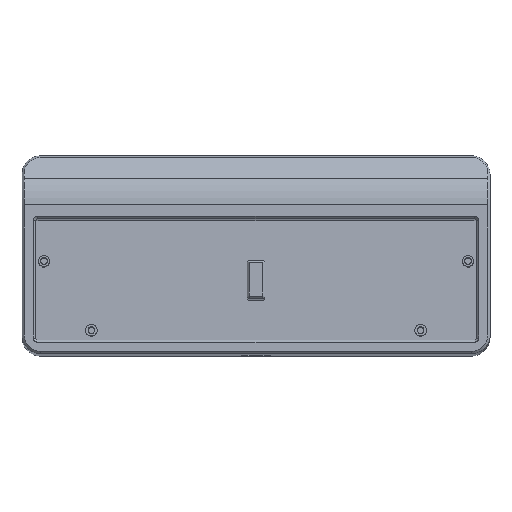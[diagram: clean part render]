
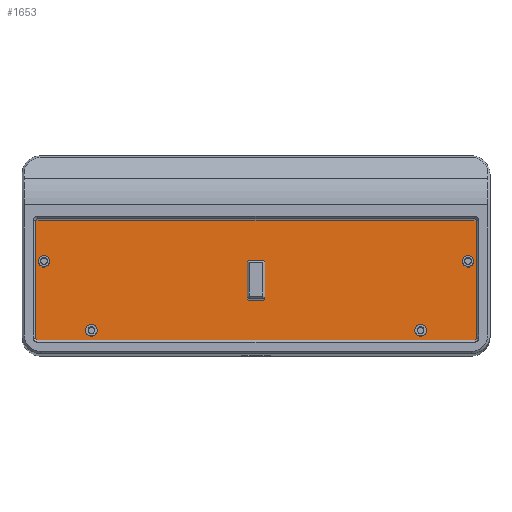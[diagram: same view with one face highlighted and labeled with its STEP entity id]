
A CAD part, top view. The second image highlights one B-rep face of the part: STEP entity #1653.
In plain terms, the highlighted planar face has unit normal (0, 0.052, 0.999).
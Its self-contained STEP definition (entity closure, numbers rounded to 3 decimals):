
#52=FACE_BOUND('',#332,.T.);
#53=FACE_BOUND('',#333,.T.);
#54=FACE_BOUND('',#334,.T.);
#55=FACE_BOUND('',#335,.T.);
#56=FACE_BOUND('',#336,.T.);
#96=CIRCLE('',#1722,1.);
#97=CIRCLE('',#1725,1.);
#106=CIRCLE('',#1745,1.);
#107=CIRCLE('',#1748,1.);
#120=CIRCLE('',#1785,1.);
#121=CIRCLE('',#1788,1.);
#122=CIRCLE('',#1790,1.);
#123=CIRCLE('',#1791,1.);
#124=CIRCLE('',#1792,2.75);
#125=CIRCLE('',#1793,2.75);
#126=CIRCLE('',#1794,2.75);
#127=CIRCLE('',#1795,2.75);
#226=FACE_OUTER_BOUND('',#331,.T.);
#331=EDGE_LOOP('',(#1346,#1347,#1348,#1349,#1350,#1351,#1352,#1353,#1354,
#1355,#1356,#1357));
#332=EDGE_LOOP('',(#1358,#1359,#1360,#1361,#1362,#1363,#1364,#1365));
#333=EDGE_LOOP('',(#1366));
#334=EDGE_LOOP('',(#1367));
#335=EDGE_LOOP('',(#1368));
#336=EDGE_LOOP('',(#1369));
#403=LINE('',#2369,#555);
#406=LINE('',#2377,#558);
#426=LINE('',#2436,#578);
#429=LINE('',#2445,#581);
#433=LINE('',#2460,#585);
#487=LINE('',#2969,#639);
#491=LINE('',#2978,#643);
#493=LINE('',#2985,#645);
#494=LINE('',#2987,#646);
#495=LINE('',#2988,#647);
#496=LINE('',#2992,#648);
#497=LINE('',#2994,#649);
#555=VECTOR('',#1912,10.);
#558=VECTOR('',#1921,10.);
#578=VECTOR('',#1981,10.);
#581=VECTOR('',#1990,10.);
#585=VECTOR('',#2002,10.);
#639=VECTOR('',#2116,10.);
#643=VECTOR('',#2126,10.);
#645=VECTOR('',#2134,10.);
#646=VECTOR('',#2135,10.);
#647=VECTOR('',#2136,10.);
#648=VECTOR('',#2139,10.);
#649=VECTOR('',#2142,10.);
#700=VERTEX_POINT('',#2361);
#701=VERTEX_POINT('',#2363);
#702=VERTEX_POINT('',#2367);
#703=VERTEX_POINT('',#2371);
#704=VERTEX_POINT('',#2375);
#721=VERTEX_POINT('',#2428);
#722=VERTEX_POINT('',#2430);
#723=VERTEX_POINT('',#2434);
#724=VERTEX_POINT('',#2438);
#725=VERTEX_POINT('',#2442);
#726=VERTEX_POINT('',#2444);
#733=VERTEX_POINT('',#2458);
#786=VERTEX_POINT('',#2968);
#787=VERTEX_POINT('',#2972);
#788=VERTEX_POINT('',#2974);
#789=VERTEX_POINT('',#2980);
#790=VERTEX_POINT('',#2984);
#791=VERTEX_POINT('',#2986);
#792=VERTEX_POINT('',#2989);
#793=VERTEX_POINT('',#2991);
#794=VERTEX_POINT('',#2995);
#795=VERTEX_POINT('',#2997);
#796=VERTEX_POINT('',#2999);
#797=VERTEX_POINT('',#3001);
#853=EDGE_CURVE('',#700,#701,#96,.F.);
#856=EDGE_CURVE('',#700,#702,#403,.T.);
#858=EDGE_CURVE('',#703,#702,#97,.F.);
#860=EDGE_CURVE('',#703,#704,#406,.T.);
#886=EDGE_CURVE('',#722,#721,#106,.T.);
#889=EDGE_CURVE('',#723,#721,#426,.T.);
#891=EDGE_CURVE('',#723,#724,#107,.T.);
#893=EDGE_CURVE('',#725,#726,#429,.T.);
#901=EDGE_CURVE('',#733,#724,#433,.T.);
#987=EDGE_CURVE('',#722,#786,#487,.T.);
#990=EDGE_CURVE('',#787,#788,#120,.F.);
#992=EDGE_CURVE('',#787,#701,#491,.T.);
#994=EDGE_CURVE('',#789,#704,#121,.F.);
#995=EDGE_CURVE('',#790,#733,#493,.T.);
#996=EDGE_CURVE('',#790,#791,#494,.T.);
#997=EDGE_CURVE('',#726,#791,#495,.T.);
#998=EDGE_CURVE('',#725,#792,#122,.T.);
#999=EDGE_CURVE('',#793,#792,#496,.T.);
#1000=EDGE_CURVE('',#793,#786,#123,.T.);
#1001=EDGE_CURVE('',#789,#788,#497,.T.);
#1002=EDGE_CURVE('',#794,#794,#124,.T.);
#1003=EDGE_CURVE('',#795,#795,#125,.T.);
#1004=EDGE_CURVE('',#796,#796,#126,.T.);
#1005=EDGE_CURVE('',#797,#797,#127,.T.);
#1346=ORIENTED_EDGE('',*,*,#886,.T.);
#1347=ORIENTED_EDGE('',*,*,#889,.F.);
#1348=ORIENTED_EDGE('',*,*,#891,.T.);
#1349=ORIENTED_EDGE('',*,*,#901,.F.);
#1350=ORIENTED_EDGE('',*,*,#995,.F.);
#1351=ORIENTED_EDGE('',*,*,#996,.T.);
#1352=ORIENTED_EDGE('',*,*,#997,.F.);
#1353=ORIENTED_EDGE('',*,*,#893,.F.);
#1354=ORIENTED_EDGE('',*,*,#998,.T.);
#1355=ORIENTED_EDGE('',*,*,#999,.F.);
#1356=ORIENTED_EDGE('',*,*,#1000,.T.);
#1357=ORIENTED_EDGE('',*,*,#987,.F.);
#1358=ORIENTED_EDGE('',*,*,#992,.T.);
#1359=ORIENTED_EDGE('',*,*,#853,.F.);
#1360=ORIENTED_EDGE('',*,*,#856,.T.);
#1361=ORIENTED_EDGE('',*,*,#858,.F.);
#1362=ORIENTED_EDGE('',*,*,#860,.T.);
#1363=ORIENTED_EDGE('',*,*,#994,.F.);
#1364=ORIENTED_EDGE('',*,*,#1001,.T.);
#1365=ORIENTED_EDGE('',*,*,#990,.F.);
#1366=ORIENTED_EDGE('',*,*,#1002,.T.);
#1367=ORIENTED_EDGE('',*,*,#1003,.T.);
#1368=ORIENTED_EDGE('',*,*,#1004,.T.);
#1369=ORIENTED_EDGE('',*,*,#1005,.T.);
#1570=PLANE('',#1789);
#1653=ADVANCED_FACE('',(#226,#52,#53,#54,#55,#56),#1570,.T.);
#1722=AXIS2_PLACEMENT_3D('',#2364,#1906,#1907);
#1725=AXIS2_PLACEMENT_3D('',#2373,#1916,#1917);
#1745=AXIS2_PLACEMENT_3D('',#2431,#1975,#1976);
#1748=AXIS2_PLACEMENT_3D('',#2440,#1985,#1986);
#1785=AXIS2_PLACEMENT_3D('',#2975,#2121,#2122);
#1788=AXIS2_PLACEMENT_3D('',#2982,#2130,#2131);
#1789=AXIS2_PLACEMENT_3D('',#2983,#2132,#2133);
#1790=AXIS2_PLACEMENT_3D('',#2990,#2137,#2138);
#1791=AXIS2_PLACEMENT_3D('',#2993,#2140,#2141);
#1792=AXIS2_PLACEMENT_3D('',#2996,#2143,#2144);
#1793=AXIS2_PLACEMENT_3D('',#2998,#2145,#2146);
#1794=AXIS2_PLACEMENT_3D('',#3000,#2147,#2148);
#1795=AXIS2_PLACEMENT_3D('',#3002,#2149,#2150);
#1906=DIRECTION('center_axis',(0.,-0.052,
-0.999));
#1907=DIRECTION('ref_axis',(0.707,-0.706,0.037));
#1912=DIRECTION('',(-1.,0.,0.));
#1916=DIRECTION('center_axis',(0.,-0.052,
-0.999));
#1917=DIRECTION('ref_axis',(-0.707,-0.706,0.037));
#1921=DIRECTION('',(0.,0.999,-0.052));
#1975=DIRECTION('center_axis',(0.,0.052,
0.999));
#1976=DIRECTION('ref_axis',(-0.707,0.706,-0.037));
#1981=DIRECTION('',(0.,0.999,-0.052));
#1985=DIRECTION('center_axis',(0.,0.052,
0.999));
#1986=DIRECTION('ref_axis',(-0.707,-0.706,0.037));
#1990=DIRECTION('',(-1.,0.,0.));
#2002=DIRECTION('',(-1.,0.,0.));
#2116=DIRECTION('',(1.,0.,0.));
#2121=DIRECTION('center_axis',(0.,-0.052,
-0.999));
#2122=DIRECTION('ref_axis',(0.707,0.706,-0.037));
#2126=DIRECTION('',(0.,-0.999,0.052));
#2130=DIRECTION('center_axis',(0.,-0.052,
-0.999));
#2131=DIRECTION('ref_axis',(-0.707,0.706,-0.037));
#2132=DIRECTION('center_axis',(0.,0.052,
0.999));
#2133=DIRECTION('ref_axis',(1.,0.,0.));
#2134=DIRECTION('',(0.,0.999,-0.052));
#2135=DIRECTION('',(1.,0.,0.));
#2136=DIRECTION('',(0.,-0.999,0.052));
#2137=DIRECTION('center_axis',(0.,0.052,
0.999));
#2138=DIRECTION('ref_axis',(0.707,-0.706,0.037));
#2139=DIRECTION('',(0.,-0.999,0.052));
#2140=DIRECTION('center_axis',(0.,0.052,
0.999));
#2141=DIRECTION('ref_axis',(0.707,0.706,-0.037));
#2142=DIRECTION('',(1.,0.,0.));
#2143=DIRECTION('center_axis',(0.,-0.052,
-0.999));
#2144=DIRECTION('ref_axis',(-1.,0.,0.));
#2145=DIRECTION('center_axis',(0.,-0.052,
-0.999));
#2146=DIRECTION('ref_axis',(-1.,0.,0.));
#2147=DIRECTION('center_axis',(0.,-0.052,
-0.999));
#2148=DIRECTION('ref_axis',(-1.,0.,0.));
#2149=DIRECTION('center_axis',(0.,-0.052,
-0.999));
#2150=DIRECTION('ref_axis',(-1.,0.,0.));
#2361=CARTESIAN_POINT('',(153.972,48.585,6.434));
#2363=CARTESIAN_POINT('',(154.972,49.583,6.381));
#2364=CARTESIAN_POINT('Origin',(153.972,49.583,6.381));
#2367=CARTESIAN_POINT('',(147.447,48.585,6.434));
#2369=CARTESIAN_POINT('',(148.578,48.585,6.434));
#2371=CARTESIAN_POINT('',(146.447,49.583,6.381));
#2373=CARTESIAN_POINT('Origin',(147.447,49.583,6.381));
#2375=CARTESIAN_POINT('',(146.447,65.611,5.541));
#2377=CARTESIAN_POINT('',(146.447,62.104,5.725));
#2428=CARTESIAN_POINT('',(45.435,85.634,4.492));
#2430=CARTESIAN_POINT('',(46.435,86.632,4.44));
#2431=CARTESIAN_POINT('Origin',(46.435,85.634,4.492));
#2434=CARTESIAN_POINT('',(45.435,29.561,7.431));
#2436=CARTESIAN_POINT('',(45.435,43.08,6.722));
#2438=CARTESIAN_POINT('',(46.435,28.562,7.483));
#2440=CARTESIAN_POINT('Origin',(46.435,29.561,7.431));
#2442=CARTESIAN_POINT('',(254.985,28.562,7.483));
#2444=CARTESIAN_POINT('',(153.885,28.562,7.483));
#2445=CARTESIAN_POINT('',(203.347,28.562,7.483));
#2458=CARTESIAN_POINT('',(147.535,28.562,7.483));
#2460=CARTESIAN_POINT('',(203.347,28.562,7.483));
#2968=CARTESIAN_POINT('',(254.985,86.632,4.44));
#2969=CARTESIAN_POINT('',(98.072,86.632,4.44));
#2972=CARTESIAN_POINT('',(154.972,65.611,5.541));
#2974=CARTESIAN_POINT('',(153.972,66.61,5.489));
#2975=CARTESIAN_POINT('Origin',(153.972,65.611,5.541));
#2978=CARTESIAN_POINT('',(154.972,53.091,6.198));
#2980=CARTESIAN_POINT('',(147.447,66.61,5.489));
#2982=CARTESIAN_POINT('Origin',(147.447,65.611,5.541));
#2983=CARTESIAN_POINT('Origin',(150.71,57.597,5.961));
#2984=CARTESIAN_POINT('',(147.535,26.016,7.616));
#2985=CARTESIAN_POINT('',(147.535,43.08,6.722));
#2986=CARTESIAN_POINT('',(153.885,26.016,7.616));
#2987=CARTESIAN_POINT('',(150.71,26.016,7.616));
#2988=CARTESIAN_POINT('',(153.885,43.08,6.722));
#2989=CARTESIAN_POINT('',(255.985,29.561,7.431));
#2990=CARTESIAN_POINT('Origin',(254.985,29.561,7.431));
#2991=CARTESIAN_POINT('',(255.985,85.634,4.492));
#2992=CARTESIAN_POINT('',(255.985,72.115,5.201));
#2993=CARTESIAN_POINT('Origin',(254.985,85.634,4.492));
#2994=CARTESIAN_POINT('',(152.841,66.61,5.489));
#2995=CARTESIAN_POINT('',(254.663,67.109,5.463));
#2996=CARTESIAN_POINT('Origin',(251.913,67.109,5.463));
#2997=CARTESIAN_POINT('',(74.879,34.115,7.192));
#2998=CARTESIAN_POINT('Origin',(72.129,34.115,7.192));
#2999=CARTESIAN_POINT('',(232.041,34.115,7.192));
#3000=CARTESIAN_POINT('Origin',(229.291,34.115,7.192));
#3001=CARTESIAN_POINT('',(52.257,67.109,5.463));
#3002=CARTESIAN_POINT('Origin',(49.507,67.109,5.463));
